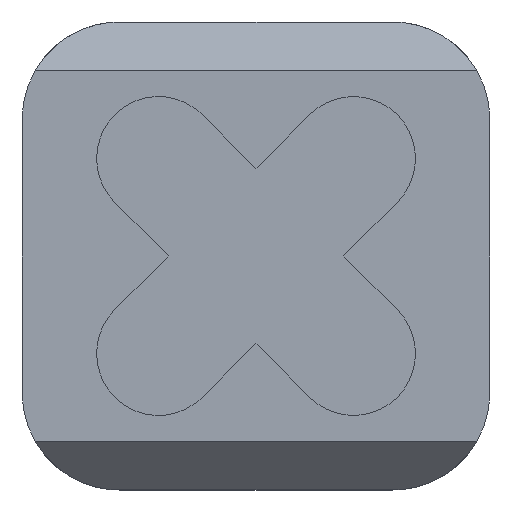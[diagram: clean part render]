
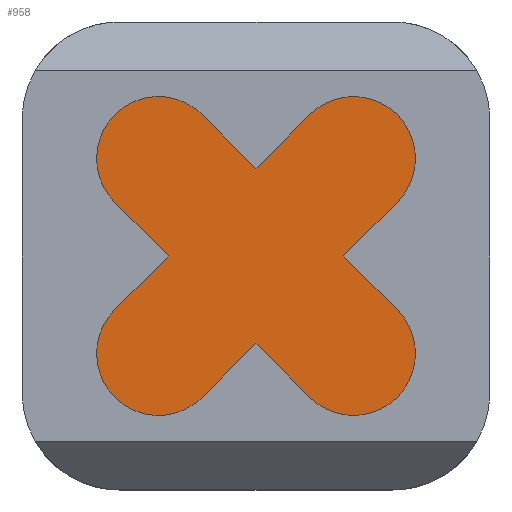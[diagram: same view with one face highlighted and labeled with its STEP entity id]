
A CAD part, front view. The second image highlights one B-rep face of the part: STEP entity #958.
In plain terms, the highlighted face is planar.
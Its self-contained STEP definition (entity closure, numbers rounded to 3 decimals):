
#9 = LINE ( 'NONE', #948, #1196 ) ;
#12 = DIRECTION ( 'NONE',  ( -1., 0., 0. ) ) ;
#16 = VECTOR ( 'NONE', #910, 1000. ) ;
#30 = VERTEX_POINT ( 'NONE', #1194 ) ;
#32 = EDGE_CURVE ( 'NONE', #274, #262, #1131, .T. ) ;
#41 = VERTEX_POINT ( 'NONE', #890 ) ;
#92 = ORIENTED_EDGE ( 'NONE', *, *, #582, .F. ) ;
#93 = DIRECTION ( 'NONE',  ( 0., 0., -1. ) ) ;
#95 = EDGE_CURVE ( 'NONE', #30, #1214, #205, .T. ) ;
#147 = CARTESIAN_POINT ( 'NONE',  ( -2.5, 2.5, 0.762 ) ) ;
#151 = LINE ( 'NONE', #441, #557 ) ;
#157 = DIRECTION ( 'NONE',  ( 0., 0., -1. ) ) ;
#165 = CARTESIAN_POINT ( 'NONE',  ( -2.5, -2.5, 0.762 ) ) ;
#186 = CIRCLE ( 'NONE', #1066, 1.588 ) ;
#193 = CARTESIAN_POINT ( 'NONE',  ( 1.123, -1.123, 0.762 ) ) ;
#205 = CIRCLE ( 'NONE', #876, 1.588 ) ;
#209 = ORIENTED_EDGE ( 'NONE', *, *, #258, .T. ) ;
#212 = DIRECTION ( 'NONE',  ( 0., 0., -1. ) ) ;
#214 = DIRECTION ( 'NONE',  ( -0.707, -0.707, 0. ) ) ;
#217 = CARTESIAN_POINT ( 'NONE',  ( -2.5, -2.5, 0.762 ) ) ;
#245 = DIRECTION ( 'NONE',  ( -0.707, 0.707, 0. ) ) ;
#253 = FACE_OUTER_BOUND ( 'NONE', #888, .T. ) ;
#258 = EDGE_CURVE ( 'NONE', #799, #30, #499, .T. ) ;
#262 = VERTEX_POINT ( 'NONE', #511 ) ;
#274 = VERTEX_POINT ( 'NONE', #1316 ) ;
#296 = DIRECTION ( 'NONE',  ( 0., 0., -1. ) ) ;
#297 = VERTEX_POINT ( 'NONE', #896 ) ;
#321 = ORIENTED_EDGE ( 'NONE', *, *, #942, .T. ) ;
#348 = DIRECTION ( 'NONE',  ( -0.707, -0.707, 0. ) ) ;
#357 = VECTOR ( 'NONE', #737, 1000. ) ;
#358 = DIRECTION ( 'NONE',  ( -1., 0., 0. ) ) ;
#371 = CARTESIAN_POINT ( 'NONE',  ( 2.5, 2.5, 0.762 ) ) ;
#422 = EDGE_CURVE ( 'NONE', #1110, #1318, #9, .T. ) ;
#423 = ORIENTED_EDGE ( 'NONE', *, *, #793, .F. ) ;
#424 = AXIS2_PLACEMENT_3D ( 'NONE', #147, #970, #980 ) ;
#441 = CARTESIAN_POINT ( 'NONE',  ( 1.123, -1.123, 0.762 ) ) ;
#464 = ORIENTED_EDGE ( 'NONE', *, *, #1168, .T. ) ;
#468 = LINE ( 'NONE', #862, #513 ) ;
#477 = CARTESIAN_POINT ( 'NONE',  ( 2.5, -2.5, 0.762 ) ) ;
#483 = DIRECTION ( 'NONE',  ( -1., 0., 0. ) ) ;
#496 = VERTEX_POINT ( 'NONE', #1278 ) ;
#498 = CARTESIAN_POINT ( 'NONE',  ( -1.123, 1.123, 0.762 ) ) ;
#499 = LINE ( 'NONE', #193, #726 ) ;
#511 = CARTESIAN_POINT ( 'NONE',  ( -1.377, 3.623, 0.762 ) ) ;
#513 = VECTOR ( 'NONE', #1291, 1000. ) ;
#515 = DIRECTION ( 'NONE',  ( -1., 0., 0. ) ) ;
#516 = VERTEX_POINT ( 'NONE', #989 ) ;
#517 = LINE ( 'NONE', #826, #1029 ) ;
#543 = ORIENTED_EDGE ( 'NONE', *, *, #949, .F. ) ;
#557 = VECTOR ( 'NONE', #348, 1000. ) ;
#567 = PLANE ( 'NONE',  #1011 ) ;
#570 = EDGE_CURVE ( 'NONE', #995, #799, #468, .T. ) ;
#582 = EDGE_CURVE ( 'NONE', #516, #598, #1115, .T. ) ;
#597 = LINE ( 'NONE', #822, #357 ) ;
#598 = VERTEX_POINT ( 'NONE', #600 ) ;
#600 = CARTESIAN_POINT ( 'NONE',  ( 0., 2.245, 0.762 ) ) ;
#617 = EDGE_CURVE ( 'NONE', #297, #995, #748, .T. ) ;
#620 = ORIENTED_EDGE ( 'NONE', *, *, #1230, .T. ) ;
#660 = EDGE_CURVE ( 'NONE', #516, #496, #186, .T. ) ;
#666 = ORIENTED_EDGE ( 'NONE', *, *, #32, .T. ) ;
#679 = ORIENTED_EDGE ( 'NONE', *, *, #422, .T. ) ;
#686 = DIRECTION ( 'NONE',  ( -0.707, -0.707, 0. ) ) ;
#701 = CARTESIAN_POINT ( 'NONE',  ( 0., 0., 0.762 ) ) ;
#726 = VECTOR ( 'NONE', #686, 1000. ) ;
#733 = ORIENTED_EDGE ( 'NONE', *, *, #95, .T. ) ;
#737 = DIRECTION ( 'NONE',  ( -0.707, 0.707, 0. ) ) ;
#748 = CIRCLE ( 'NONE', #768, 1.588 ) ;
#768 = AXIS2_PLACEMENT_3D ( 'NONE', #477, #93, #483 ) ;
#774 = ORIENTED_EDGE ( 'NONE', *, *, #660, .T. ) ;
#779 = ORIENTED_EDGE ( 'NONE', *, *, #808, .F. ) ;
#793 = EDGE_CURVE ( 'NONE', #297, #820, #597, .T. ) ;
#799 = VERTEX_POINT ( 'NONE', #1253 ) ;
#808 = EDGE_CURVE ( 'NONE', #1110, #41, #517, .T. ) ;
#811 = AXIS2_PLACEMENT_3D ( 'NONE', #1138, #212, #12 ) ;
#819 = CARTESIAN_POINT ( 'NONE',  ( -4.088, -2.5, 0.762 ) ) ;
#820 = VERTEX_POINT ( 'NONE', #1238 ) ;
#822 = CARTESIAN_POINT ( 'NONE',  ( 1.123, 1.123, 0.762 ) ) ;
#825 = ORIENTED_EDGE ( 'NONE', *, *, #570, .T. ) ;
#826 = CARTESIAN_POINT ( 'NONE',  ( -1.123, 1.123, 0.762 ) ) ;
#862 = CARTESIAN_POINT ( 'NONE',  ( -1.123, -1.123, 0.762 ) ) ;
#876 = AXIS2_PLACEMENT_3D ( 'NONE', #165, #157, #358 ) ;
#888 = EDGE_LOOP ( 'NONE', ( #92, #774, #321, #423, #1080, #825, #209, #733, #464, #779, #679, #620, #666, #543 ) ) ;
#890 = CARTESIAN_POINT ( 'NONE',  ( -3.623, -1.377, 0.762 ) ) ;
#896 = CARTESIAN_POINT ( 'NONE',  ( 3.623, -1.377, 0.762 ) ) ;
#910 = DIRECTION ( 'NONE',  ( -0.707, -0.707, 0. ) ) ;
#942 = EDGE_CURVE ( 'NONE', #496, #820, #151, .T. ) ;
#948 = CARTESIAN_POINT ( 'NONE',  ( -1.123, -1.123, 0.762 ) ) ;
#949 = EDGE_CURVE ( 'NONE', #598, #262, #1277, .T. ) ;
#958 = ADVANCED_FACE ( 'NONE', ( #253 ), #567, .T. ) ;
#970 = DIRECTION ( 'NONE',  ( 0., 0., -1. ) ) ;
#980 = DIRECTION ( 'NONE',  ( -1., 0., 0. ) ) ;
#989 = CARTESIAN_POINT ( 'NONE',  ( 1.377, 3.623, 0.762 ) ) ;
#995 = VERTEX_POINT ( 'NONE', #1303 ) ;
#1011 = AXIS2_PLACEMENT_3D ( 'NONE', #701, #1190, #1105 ) ;
#1029 = VECTOR ( 'NONE', #214, 1000. ) ;
#1066 = AXIS2_PLACEMENT_3D ( 'NONE', #371, #1203, #1120 ) ;
#1067 = VECTOR ( 'NONE', #245, 1000. ) ;
#1080 = ORIENTED_EDGE ( 'NONE', *, *, #617, .T. ) ;
#1105 = DIRECTION ( 'NONE',  ( -1., 0., 0. ) ) ;
#1110 = VERTEX_POINT ( 'NONE', #1143 ) ;
#1115 = LINE ( 'NONE', #498, #16 ) ;
#1120 = DIRECTION ( 'NONE',  ( -1., 0., 0. ) ) ;
#1130 = CIRCLE ( 'NONE', #811, 1.588 ) ;
#1131 = CIRCLE ( 'NONE', #424, 1.588 ) ;
#1135 = CIRCLE ( 'NONE', #1311, 1.588 ) ;
#1138 = CARTESIAN_POINT ( 'NONE',  ( -2.5, 2.5, 0.762 ) ) ;
#1143 = CARTESIAN_POINT ( 'NONE',  ( -2.245, 0., 0.762 ) ) ;
#1154 = DIRECTION ( 'NONE',  ( -0.707, 0.707, 0. ) ) ;
#1168 = EDGE_CURVE ( 'NONE', #1214, #41, #1135, .T. ) ;
#1171 = CARTESIAN_POINT ( 'NONE',  ( 1.123, 1.123, 0.762 ) ) ;
#1190 = DIRECTION ( 'NONE',  ( 0., 0., -1. ) ) ;
#1194 = CARTESIAN_POINT ( 'NONE',  ( -1.377, -3.623, 0.762 ) ) ;
#1196 = VECTOR ( 'NONE', #1154, 1000. ) ;
#1203 = DIRECTION ( 'NONE',  ( 0., 0., -1. ) ) ;
#1214 = VERTEX_POINT ( 'NONE', #819 ) ;
#1230 = EDGE_CURVE ( 'NONE', #1318, #274, #1130, .T. ) ;
#1238 = CARTESIAN_POINT ( 'NONE',  ( 2.245, 0., 0.762 ) ) ;
#1253 = CARTESIAN_POINT ( 'NONE',  ( 0., -2.245, 0.762 ) ) ;
#1275 = CARTESIAN_POINT ( 'NONE',  ( -3.623, 1.377, 0.762 ) ) ;
#1277 = LINE ( 'NONE', #1171, #1067 ) ;
#1278 = CARTESIAN_POINT ( 'NONE',  ( 3.623, 1.377, 0.762 ) ) ;
#1291 = DIRECTION ( 'NONE',  ( -0.707, 0.707, 0. ) ) ;
#1303 = CARTESIAN_POINT ( 'NONE',  ( 1.377, -3.623, 0.762 ) ) ;
#1311 = AXIS2_PLACEMENT_3D ( 'NONE', #217, #296, #515 ) ;
#1316 = CARTESIAN_POINT ( 'NONE',  ( -4.088, 2.5, 0.762 ) ) ;
#1318 = VERTEX_POINT ( 'NONE', #1275 ) ;
